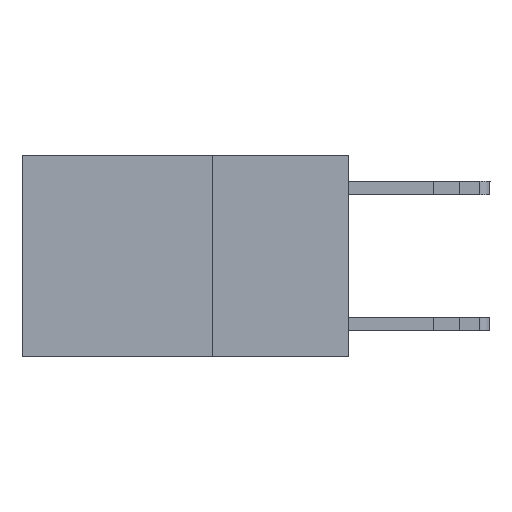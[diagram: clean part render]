
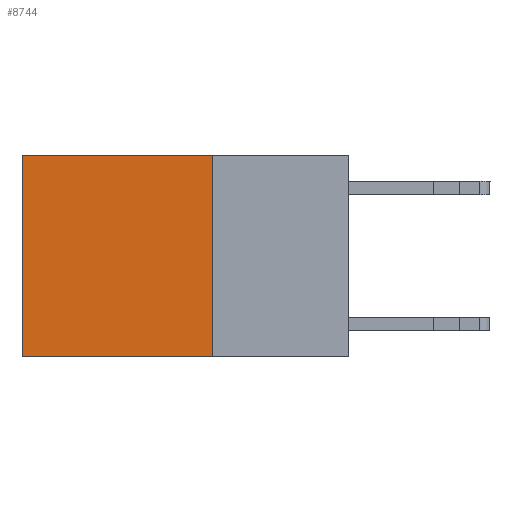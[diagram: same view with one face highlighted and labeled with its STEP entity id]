
A CAD part, left-side view. The second image highlights one B-rep face of the part: STEP entity #8744.
In plain terms, the highlighted planar face has unit normal (-1, 0, 0).
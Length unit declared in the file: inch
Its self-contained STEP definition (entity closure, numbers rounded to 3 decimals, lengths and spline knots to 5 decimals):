
#196 = EDGE_CURVE ( 'NONE', #15111, #15419, #8108, .T. ) ;
#227 = LINE ( 'NONE', #3049, #18111 ) ;
#631 = VECTOR ( 'NONE', #12764, 39.37008 ) ;
#1268 = EDGE_CURVE ( 'NONE', #5709, #15419, #19220, .T. ) ;
#2143 = ORIENTED_EDGE ( 'NONE', *, *, #14128, .F. ) ;
#2431 = DIRECTION ( 'NONE',  ( 0., 1., 0. ) ) ;
#2718 = VECTOR ( 'NONE', #13093, 39.37008 ) ;
#3049 = CARTESIAN_POINT ( 'NONE',  ( 0.2625, 0.25, 0. ) ) ;
#3135 = ORIENTED_EDGE ( 'NONE', *, *, #8087, .T. ) ;
#4244 = CARTESIAN_POINT ( 'NONE',  ( 0.2625, 0.25, -0.37 ) ) ;
#4296 = VECTOR ( 'NONE', #2431, 39.37008 ) ;
#5709 = VERTEX_POINT ( 'NONE', #8774 ) ;
#6092 = CARTESIAN_POINT ( 'NONE',  ( 0.2625, 0.25, 0. ) ) ;
#7071 = ORIENTED_EDGE ( 'NONE', *, *, #196, .T. ) ;
#7548 = DIRECTION ( 'NONE',  ( 0., 0., -1. ) ) ;
#8087 = EDGE_CURVE ( 'NONE', #15583, #15111, #13304, .T. ) ;
#8108 = LINE ( 'NONE', #12671, #631 ) ;
#8381 = CARTESIAN_POINT ( 'NONE',  ( 0.2625, 0.25, 0. ) ) ;
#8744 = ADVANCED_FACE ( 'NONE', ( #10659 ), #18237, .F. ) ;
#8774 = CARTESIAN_POINT ( 'NONE',  ( 0.2625, 0.25, -0.37 ) ) ;
#10659 = FACE_OUTER_BOUND ( 'NONE', #15682, .T. ) ;
#10951 = CARTESIAN_POINT ( 'NONE',  ( 0.2625, 0.6, -0.37 ) ) ;
#11613 = CARTESIAN_POINT ( 'NONE',  ( 0.2625, 0.25, 0. ) ) ;
#12217 = DIRECTION ( 'NONE',  ( 1., 0., 0. ) ) ;
#12671 = CARTESIAN_POINT ( 'NONE',  ( 0.2625, 0.6, 0. ) ) ;
#12764 = DIRECTION ( 'NONE',  ( 0., 0., -1. ) ) ;
#13093 = DIRECTION ( 'NONE',  ( 0., 1., 0. ) ) ;
#13304 = LINE ( 'NONE', #8381, #4296 ) ;
#14128 = EDGE_CURVE ( 'NONE', #15583, #5709, #227, .T. ) ;
#15111 = VERTEX_POINT ( 'NONE', #17284 ) ;
#15181 = AXIS2_PLACEMENT_3D ( 'NONE', #6092, #12217, #7548 ) ;
#15419 = VERTEX_POINT ( 'NONE', #10951 ) ;
#15583 = VERTEX_POINT ( 'NONE', #11613 ) ;
#15682 = EDGE_LOOP ( 'NONE', ( #7071, #16890, #2143, #3135 ) ) ;
#16890 = ORIENTED_EDGE ( 'NONE', *, *, #1268, .F. ) ;
#17284 = CARTESIAN_POINT ( 'NONE',  ( 0.2625, 0.6, 0. ) ) ;
#17947 = DIRECTION ( 'NONE',  ( 0., 0., -1. ) ) ;
#18111 = VECTOR ( 'NONE', #17947, 39.37008 ) ;
#18237 = PLANE ( 'NONE',  #15181 ) ;
#19220 = LINE ( 'NONE', #4244, #2718 ) ;
